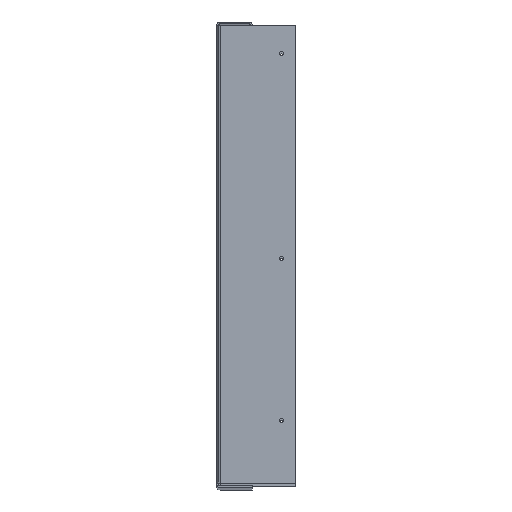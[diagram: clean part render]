
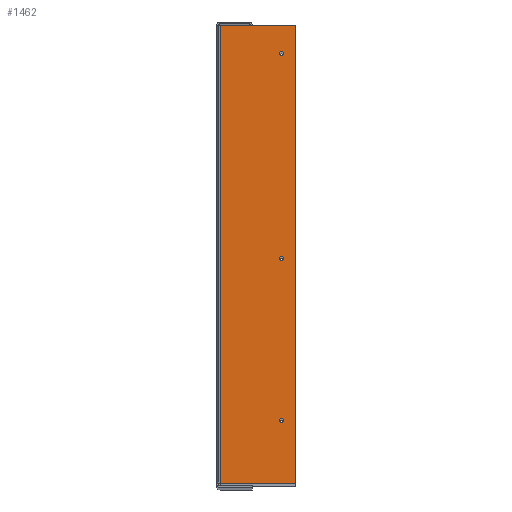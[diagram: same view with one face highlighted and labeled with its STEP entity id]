
A CAD part, top view. The second image highlights one B-rep face of the part: STEP entity #1462.
In plain terms, the highlighted planar face has unit normal (0, 0, 1).
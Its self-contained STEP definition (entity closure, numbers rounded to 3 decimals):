
#57 = DIRECTION ( 'NONE',  ( 1., 0., 0. ) ) ;
#91 = VERTEX_POINT ( 'NONE', #1996 ) ;
#129 = DIRECTION ( 'NONE',  ( -1., 0., 0. ) ) ;
#130 = EDGE_CURVE ( 'NONE', #1449, #959, #2202, .T. ) ;
#154 = DIRECTION ( 'NONE',  ( 0., 0., -1. ) ) ;
#167 = VERTEX_POINT ( 'NONE', #1661 ) ;
#236 = LINE ( 'NONE', #933, #1754 ) ;
#286 = ORIENTED_EDGE ( 'NONE', *, *, #1469, .F. ) ;
#303 = CARTESIAN_POINT ( 'NONE',  ( 56.25, -26.5, 601. ) ) ;
#313 = VECTOR ( 'NONE', #580, 1000. ) ;
#348 = AXIS2_PLACEMENT_3D ( 'NONE', #1034, #2135, #832 ) ;
#374 = FACE_BOUND ( 'NONE', #1836, .T. ) ;
#390 = EDGE_CURVE ( 'NONE', #888, #167, #975, .T. ) ;
#482 = ORIENTED_EDGE ( 'NONE', *, *, #1373, .T. ) ;
#522 = CARTESIAN_POINT ( 'NONE',  ( 54.5, -26.5, 601. ) ) ;
#529 = CARTESIAN_POINT ( 'NONE',  ( 56.25, -198.5, 601. ) ) ;
#580 = DIRECTION ( 'NONE',  ( 0., 1., 0. ) ) ;
#612 = LINE ( 'NONE', #1447, #313 ) ;
#739 = VECTOR ( 'NONE', #129, 1000. ) ;
#740 = CARTESIAN_POINT ( 'NONE',  ( 54.5, -198.5, 601. ) ) ;
#796 = EDGE_CURVE ( 'NONE', #1595, #2454, #236, .T. ) ;
#813 = EDGE_LOOP ( 'NONE', ( #2034, #286, #2181, #2514 ) ) ;
#832 = DIRECTION ( 'NONE',  ( -1., 0., 0. ) ) ;
#855 = ORIENTED_EDGE ( 'NONE', *, *, #390, .T. ) ;
#888 = VERTEX_POINT ( 'NONE', #1558 ) ;
#932 = EDGE_CURVE ( 'NONE', #1399, #1595, #612, .T. ) ;
#933 = CARTESIAN_POINT ( 'NONE',  ( 1.5, -3., 601. ) ) ;
#941 = DIRECTION ( 'NONE',  ( 0., 0., -1. ) ) ;
#955 = DIRECTION ( 'NONE',  ( -1., 0., 0. ) ) ;
#959 = VERTEX_POINT ( 'NONE', #1433 ) ;
#960 = DIRECTION ( 'NONE',  ( -1., 0., 0. ) ) ;
#975 = CIRCLE ( 'NONE', #1901, 1.75 ) ;
#976 = CARTESIAN_POINT ( 'NONE',  ( 66., -388., 601. ) ) ;
#977 = FACE_BOUND ( 'NONE', #2729, .T. ) ;
#989 = PLANE ( 'NONE',  #2243 ) ;
#997 = DIRECTION ( 'NONE',  ( -1., 0., 0. ) ) ;
#1034 = CARTESIAN_POINT ( 'NONE',  ( 54.5, -26.5, 601. ) ) ;
#1046 = DIRECTION ( 'NONE',  ( -1., 0., 0. ) ) ;
#1077 = LINE ( 'NONE', #2197, #2660 ) ;
#1179 = ORIENTED_EDGE ( 'NONE', *, *, #2500, .T. ) ;
#1189 = DIRECTION ( 'NONE',  ( 0., 0., -1. ) ) ;
#1195 = FACE_BOUND ( 'NONE', #2583, .T. ) ;
#1261 = CARTESIAN_POINT ( 'NONE',  ( 3., -3., 601. ) ) ;
#1373 = EDGE_CURVE ( 'NONE', #2306, #91, #1896, .T. ) ;
#1386 = CARTESIAN_POINT ( 'NONE',  ( 66., -3., 601. ) ) ;
#1391 = VERTEX_POINT ( 'NONE', #976 ) ;
#1399 = VERTEX_POINT ( 'NONE', #1619 ) ;
#1433 = CARTESIAN_POINT ( 'NONE',  ( 52.75, -198.5, 601. ) ) ;
#1447 = CARTESIAN_POINT ( 'NONE',  ( 3., -3., 601. ) ) ;
#1449 = VERTEX_POINT ( 'NONE', #529 ) ;
#1453 = FACE_OUTER_BOUND ( 'NONE', #813, .T. ) ;
#1462 = ADVANCED_FACE ( 'NONE', ( #374, #977, #1195, #1453 ), #989, .F. ) ;
#1469 = EDGE_CURVE ( 'NONE', #1391, #1399, #1757, .T. ) ;
#1478 = CARTESIAN_POINT ( 'NONE',  ( 54.5, -334.5, 601. ) ) ;
#1523 = ORIENTED_EDGE ( 'NONE', *, *, #2694, .T. ) ;
#1557 = ORIENTED_EDGE ( 'NONE', *, *, #2624, .T. ) ;
#1558 = CARTESIAN_POINT ( 'NONE',  ( 56.25, -334.5, 601. ) ) ;
#1595 = VERTEX_POINT ( 'NONE', #1261 ) ;
#1619 = CARTESIAN_POINT ( 'NONE',  ( 3., -388., 601. ) ) ;
#1638 = DIRECTION ( 'NONE',  ( -1., 0., 0. ) ) ;
#1661 = CARTESIAN_POINT ( 'NONE',  ( 52.75, -334.5, 601. ) ) ;
#1754 = VECTOR ( 'NONE', #57, 1000. ) ;
#1757 = LINE ( 'NONE', #2273, #739 ) ;
#1812 = CIRCLE ( 'NONE', #2572, 1.75 ) ;
#1830 = CARTESIAN_POINT ( 'NONE',  ( 66., -3., 601. ) ) ;
#1836 = EDGE_LOOP ( 'NONE', ( #1179, #2674 ) ) ;
#1896 = CIRCLE ( 'NONE', #2352, 1.75 ) ;
#1901 = AXIS2_PLACEMENT_3D ( 'NONE', #1478, #154, #1046 ) ;
#1971 = EDGE_CURVE ( 'NONE', #2454, #1391, #1077, .T. ) ;
#1996 = CARTESIAN_POINT ( 'NONE',  ( 52.75, -26.5, 601. ) ) ;
#2034 = ORIENTED_EDGE ( 'NONE', *, *, #932, .F. ) ;
#2079 = DIRECTION ( 'NONE',  ( 0., 0., -1. ) ) ;
#2135 = DIRECTION ( 'NONE',  ( 0., 0., -1. ) ) ;
#2151 = CIRCLE ( 'NONE', #348, 1.75 ) ;
#2181 = ORIENTED_EDGE ( 'NONE', *, *, #1971, .F. ) ;
#2197 = CARTESIAN_POINT ( 'NONE',  ( 66., -3., 601. ) ) ;
#2202 = CIRCLE ( 'NONE', #2423, 1.75 ) ;
#2243 = AXIS2_PLACEMENT_3D ( 'NONE', #1830, #2079, #997 ) ;
#2252 = CIRCLE ( 'NONE', #2625, 1.75 ) ;
#2256 = CARTESIAN_POINT ( 'NONE',  ( 54.5, -198.5, 601. ) ) ;
#2273 = CARTESIAN_POINT ( 'NONE',  ( 66., -388., 601. ) ) ;
#2306 = VERTEX_POINT ( 'NONE', #303 ) ;
#2352 = AXIS2_PLACEMENT_3D ( 'NONE', #522, #1189, #960 ) ;
#2423 = AXIS2_PLACEMENT_3D ( 'NONE', #740, #2487, #2707 ) ;
#2432 = DIRECTION ( 'NONE',  ( 0., -1., 0. ) ) ;
#2454 = VERTEX_POINT ( 'NONE', #1386 ) ;
#2463 = CARTESIAN_POINT ( 'NONE',  ( 54.5, -334.5, 601. ) ) ;
#2487 = DIRECTION ( 'NONE',  ( 0., 0., -1. ) ) ;
#2500 = EDGE_CURVE ( 'NONE', #959, #1449, #1812, .T. ) ;
#2514 = ORIENTED_EDGE ( 'NONE', *, *, #796, .F. ) ;
#2572 = AXIS2_PLACEMENT_3D ( 'NONE', #2256, #941, #955 ) ;
#2583 = EDGE_LOOP ( 'NONE', ( #1523, #482 ) ) ;
#2624 = EDGE_CURVE ( 'NONE', #167, #888, #2252, .T. ) ;
#2625 = AXIS2_PLACEMENT_3D ( 'NONE', #2463, #2666, #1638 ) ;
#2660 = VECTOR ( 'NONE', #2432, 1000. ) ;
#2666 = DIRECTION ( 'NONE',  ( 0., 0., -1. ) ) ;
#2674 = ORIENTED_EDGE ( 'NONE', *, *, #130, .T. ) ;
#2694 = EDGE_CURVE ( 'NONE', #91, #2306, #2151, .T. ) ;
#2707 = DIRECTION ( 'NONE',  ( -1., 0., 0. ) ) ;
#2729 = EDGE_LOOP ( 'NONE', ( #1557, #855 ) ) ;
